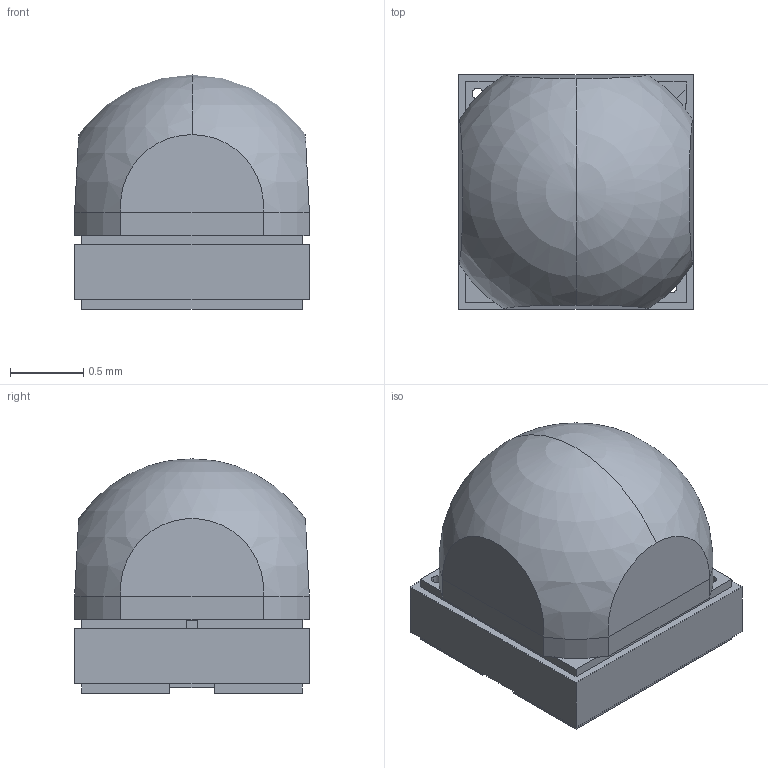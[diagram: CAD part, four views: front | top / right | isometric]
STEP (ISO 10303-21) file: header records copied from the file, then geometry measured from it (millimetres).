
FILE_DESCRIPTION((''),'2;1');
FILE_NAME('2500-00413-PATENT_ASM','2015-12-17T',('dcronin'),(''),'PRO/ENGINEER BY PARAMETRIC TECHNOLOGY CORPORATION, 2010140','PRO/ENGINEER BY PARAMETRIC TECHNOLOGY CORPORATION, 2010140','');
FILE_SCHEMA(('CONFIG_CONTROL_DESIGN'));
Length unit declared in the file: millimetre
Products named in the file (8): 2500-00413-SUBSTRATE; 2500-00413-TOP-METAL; 2500-00413-BACKMETAL; 2500-00413-BACK-SOLDERMASK; 2500-00413-TOP-SOLDERMASK; 2500-00413_ASM; 25000-00413_LENS; 2500-00413-PATENT_ASM
Assembly tree (7 placements, depth 3):
  2500-00413-PATENT_ASM
    2500-00413_ASM
      2500-00413-SUBSTRATE
      2500-00413-TOP-METAL
      2500-00413-BACKMETAL
      2500-00413-BACK-SOLDERMASK
      2500-00413-TOP-SOLDERMASK
    25000-00413_LENS
Bounding box: 1.6 x 1.6 x 1.6 mm (x, y, z)
Volume: 3.2 mm3; surface area: 26.9 mm2
Topology: 8 solids, 8 shells, 99 faces, 244 edges, 159 vertices
Faces by surface type: plane 81, cylinder 16, sphere 2
Entity records: 3112 total; most frequent: DIRECTION 520, CARTESIAN_POINT 520, ORIENTED_EDGE 484, EDGE_CURVE 242, VECTOR 202, LINE 202, AXIS2_PLACEMENT_3D 159, VERTEX_POINT 159
